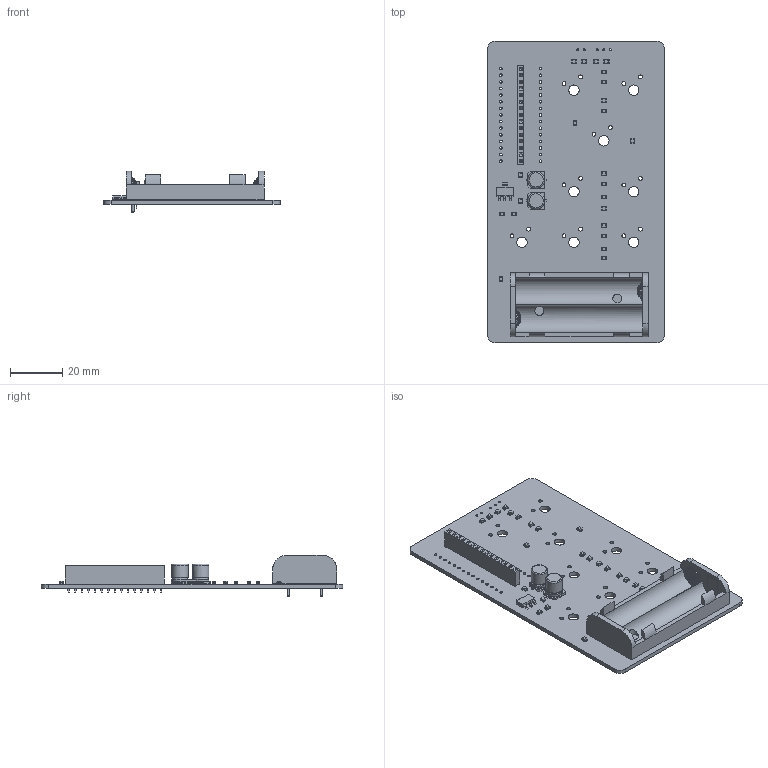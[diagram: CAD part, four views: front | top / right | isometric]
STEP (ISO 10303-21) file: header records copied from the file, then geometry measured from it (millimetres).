
FILE_DESCRIPTION(('KiCad electronic assembly'),'2;1');
FILE_NAME('keyboard-nano.step','2023-01-11T11:01:48',('Pcbnew'),('Kicad' ),'Open CASCADE STEP processor 7.6','KiCad to STEP converter', 'Unknown');
FILE_SCHEMA(('AUTOMOTIVE_DESIGN { 1 0 10303 214 1 1 1 1 }'));
Length unit declared in the file: millimetre
Products named in the file (12): keyboard-nano 1; C_Elec_6.3x7.7; COMPOUND; LED_0805_2012Metric; SOLID; BatteryHolder_Keystone_2468_2xAAA; PinSocket_1x15_P2.54mm_Vertical; SOT-223; _autosave-keyboard-nano PCB
Assembly tree (34 placements, depth 3):
  keyboard-nano 1
    C_Elec_6.3x7.7  x2
      COMPOUND
    LED_0805_2012Metric  x23
      SOLID
    BatteryHolder_Keystone_2468_2xAAA
      COMPOUND
    PinSocket_1x15_P2.54mm_Vertical
      SOLID
    SOT-223
      SOLID
    _autosave-keyboard-nano PCB
Bounding box: 68 x 116 x 16 mm (x, y, z)
Volume: 17064.4 mm3; surface area: 23697.4 mm2
Topology: 40 solids, 40 shells, 1949 faces, 5089 edges, 3296 vertices
Faces by surface type: plane 1601, cylinder 320, bspline 20, torus 4, revolution 4
Full cylindrical faces by diameter (mm): 0.02 x3, 0.762 x5, 0.8 x2, 1 x30, 1.02 x2, 1.4 x2, 1.5 x16, 2.8 x4, 3.45 x2, 3.5 x2, 4 x8, 4.2 x4, 5.6 x4, 6.3 x4, 7 x2
Entity records: 58190 total; most frequent: CARTESIAN_POINT 10187, DIRECTION 8011, LINE 5556, VECTOR 5556, ORIENTED_EDGE 4130, PCURVE 4130, DEFINITIONAL_REPRESENTATION 4130, EDGE_CURVE 2065
